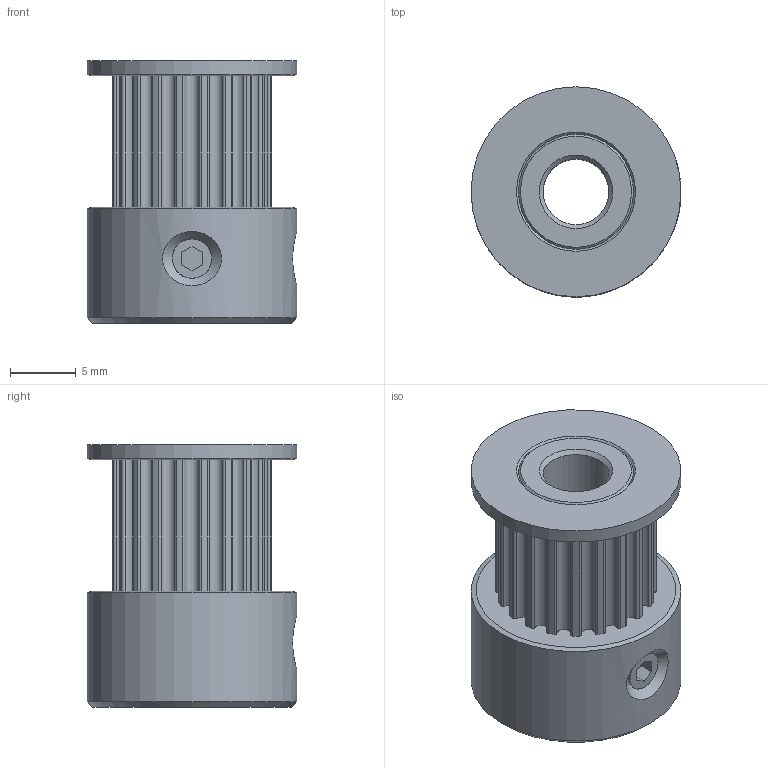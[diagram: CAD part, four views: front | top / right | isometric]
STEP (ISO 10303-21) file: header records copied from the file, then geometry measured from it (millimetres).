
FILE_DESCRIPTION(/* description */ (''),/* implementation_level */ '2;1');
FILE_NAME(/* name */ 'GT2 20T 9MM Pulley_v1.step',/* time_stamp */ '2023-05-23T22:38:33-06:00',/* author */ (''),/* organization */ (''),/* preprocessor_version */ 'ST-DEVELOPER v19.2',/* originating_system */ 'Autodesk Translation Framework v12.4.0.73',/* authorisation */ '');
FILE_SCHEMA (('AUTOMOTIVE_DESIGN { 1 0 10303 214 3 1 1 }'));
Length unit declared in the file: millimetre
Products named in the file (1): GT2 20T 9MM Pulley
Bounding box: 16 x 16 x 20 mm (x, y, z)
Volume: 2598.7 mm3; surface area: 2104.3 mm2
Topology: 3 solids, 3 shells, 119 faces, 323 edges, 214 vertices
Faces by surface type: cylinder 87, plane 23, cone 7, bspline 2
Full cylindrical faces by diameter (mm): 3 x4, 5 x1, 16 x2
Entity records: 5916 total; most frequent: CARTESIAN_POINT 2701, DIRECTION 727, ORIENTED_EDGE 646, EDGE_CURVE 323, AXIS2_PLACEMENT_3D 298, VERTEX_POINT 214, CIRCLE 180, LINE 131
